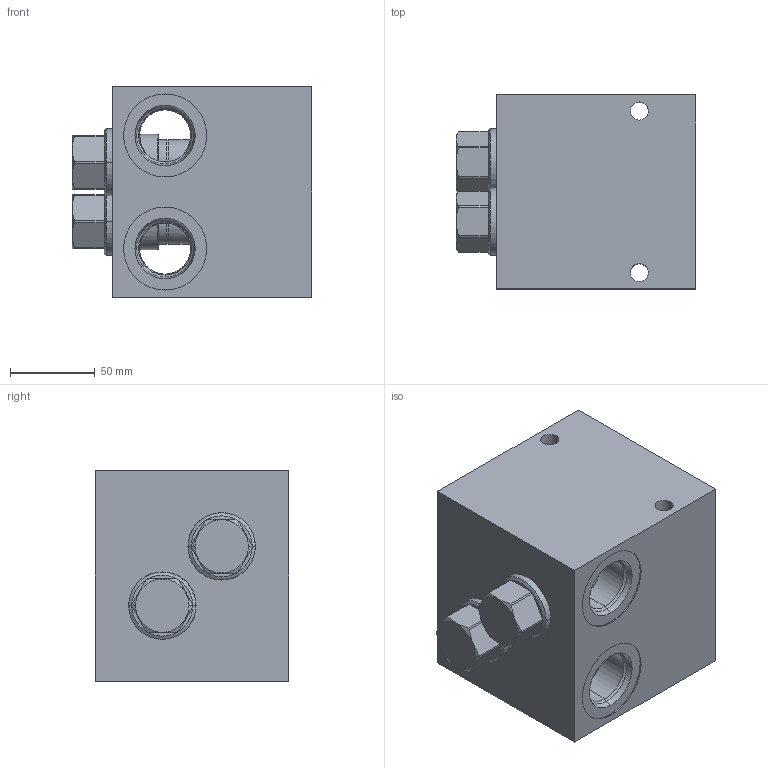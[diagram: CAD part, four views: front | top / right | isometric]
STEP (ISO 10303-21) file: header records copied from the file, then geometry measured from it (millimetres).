
FILE_DESCRIPTION((''),'2;1');
FILE_NAME('IMM_ASM','2020-03-06T',('ProEService'),(''),'PRO/ENGINEER BY PARAMETRIC TECHNOLOGY CORPORATION, 2014200','PRO/ENGINEER BY PARAMETRIC TECHNOLOGY CORPORATION, 2014200','');
FILE_SCHEMA(('CONFIG_CONTROL_DESIGN'));
Length unit declared in the file: inch
Products named in the file (3): 151-172-005; CXHAXAN; IMM_ASM
Assembly tree (3 placements, depth 2):
  IMM_ASM
    151-172-005
    CXHAXAN  x2
Bounding box: 141.3 x 114.3 x 123.83 mm (x, y, z)
Volume: 1275664.6 mm3; surface area: 178632.9 mm2
Topology: 7 solids, 7 shells, 462 faces, 1337 edges, 1010 vertices
Faces by surface type: cylinder 210, cone 121, plane 77, torus 38, revolution 16
Entity records: 13091 total; most frequent: CARTESIAN_POINT 4376, DIRECTION 1862, ORIENTED_EDGE 1508, EDGE_CURVE 754, AXIS2_PLACEMENT_3D 676, VECTOR 502, LINE 502, VERTEX_POINT 458
